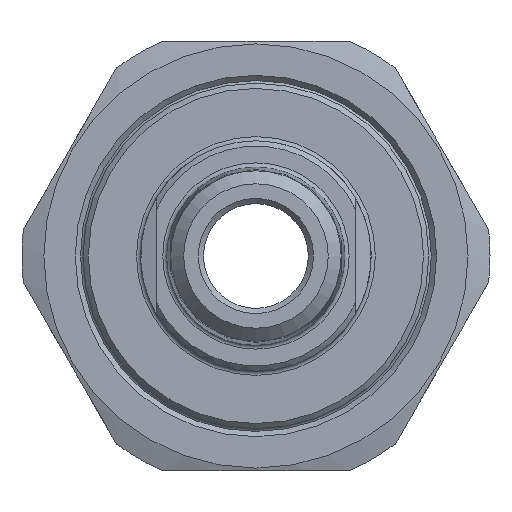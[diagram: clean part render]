
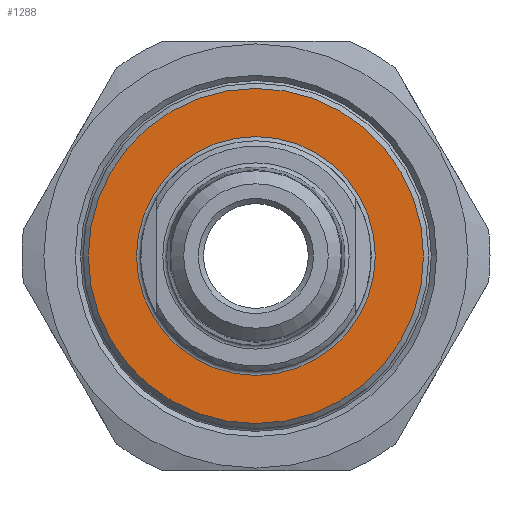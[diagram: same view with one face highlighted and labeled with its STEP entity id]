
A CAD part, left-side view. The second image highlights one B-rep face of the part: STEP entity #1288.
In plain terms, the highlighted planar face has unit normal (-1, 0, 0).
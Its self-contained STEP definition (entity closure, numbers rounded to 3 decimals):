
#79=FACE_BOUND('',#278,.T.);
#107=PLANE('',#1529);
#189=FACE_OUTER_BOUND('',#277,.T.);
#277=EDGE_LOOP('',(#1131));
#278=EDGE_LOOP('',(#1132));
#497=CIRCLE('',#1528,11.4);
#498=CIRCLE('',#1530,16.);
#623=VERTEX_POINT('',#2381);
#624=VERTEX_POINT('',#2385);
#798=EDGE_CURVE('',#623,#623,#497,.T.);
#799=EDGE_CURVE('',#624,#624,#498,.T.);
#1131=ORIENTED_EDGE('',*,*,#799,.F.);
#1132=ORIENTED_EDGE('',*,*,#798,.F.);
#1288=ADVANCED_FACE('',(#189,#79),#107,.T.);
#1528=AXIS2_PLACEMENT_3D('',#2383,#1925,#1926);
#1529=AXIS2_PLACEMENT_3D('',#2384,#1927,#1928);
#1530=AXIS2_PLACEMENT_3D('',#2386,#1929,#1930);
#1925=DIRECTION('center_axis',(-1.,0.,0.));
#1926=DIRECTION('ref_axis',(0.,-1.,0.));
#1927=DIRECTION('center_axis',(-1.,0.,0.));
#1928=DIRECTION('ref_axis',(0.,0.,1.));
#1929=DIRECTION('center_axis',(1.,0.,0.));
#1930=DIRECTION('ref_axis',(0.,-1.,0.));
#2381=CARTESIAN_POINT('',(-11.5,0.,11.4));
#2383=CARTESIAN_POINT('Origin',(-11.5,0.,0.));
#2384=CARTESIAN_POINT('Origin',(-11.5,16.5,0.));
#2385=CARTESIAN_POINT('',(-11.5,16.,0.));
#2386=CARTESIAN_POINT('Origin',(-11.5,0.,0.));
